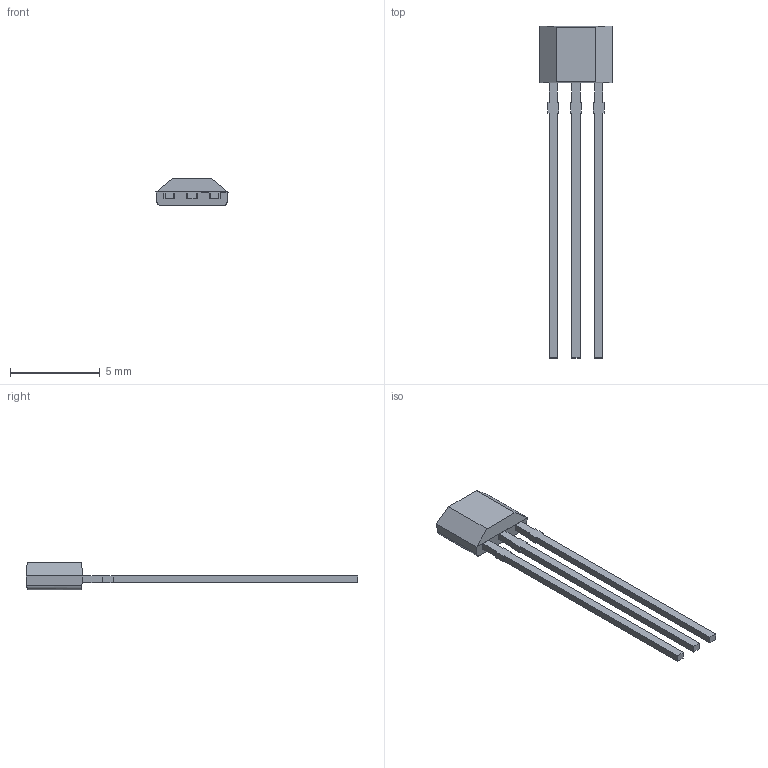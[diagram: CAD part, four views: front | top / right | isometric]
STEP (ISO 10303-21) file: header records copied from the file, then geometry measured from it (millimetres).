
FILE_DESCRIPTION (( 'STEP AP214' ), '1' );
FILE_NAME ('TO-92S.STEP', '2024-04-22T03:14:51', ( '' ), ( '' ), 'SwSTEP 2.0', 'SolidWorks 2023', '' );
FILE_SCHEMA (( 'AUTOMOTIVE_DESIGN' ));
Length unit declared in the file: millimetre
Products named in the file (5): TO-92S.STEP; TO-92S塑封上.STEP; TO-92S塑封中.STEP; TO-92S塑封下.STEP; TO-92S
Assembly tree (4 placements, depth 3):
  TO-92S
    TO-92S.STEP
      TO-92S塑封中.STEP
      TO-92S塑封上.STEP
      TO-92S塑封下.STEP
Bounding box: 4 x 18.45 x 1.52 mm (x, y, z)
Volume: 27 mm3; surface area: 165.3 mm2
Topology: 7 solids, 7 shells, 123 faces, 302 edges, 200 vertices
Faces by surface type: plane 99, cylinder 13, bspline 7, torus 4
Entity records: 4363 total; most frequent: CARTESIAN_POINT 950, ORIENTED_EDGE 604, DIRECTION 568, EDGE_CURVE 302, VECTOR 240, LINE 240, VERTEX_POINT 200, AXIS2_PLACEMENT_3D 164
